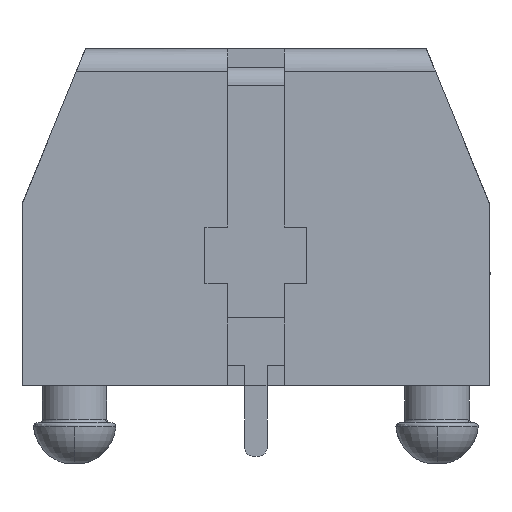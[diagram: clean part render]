
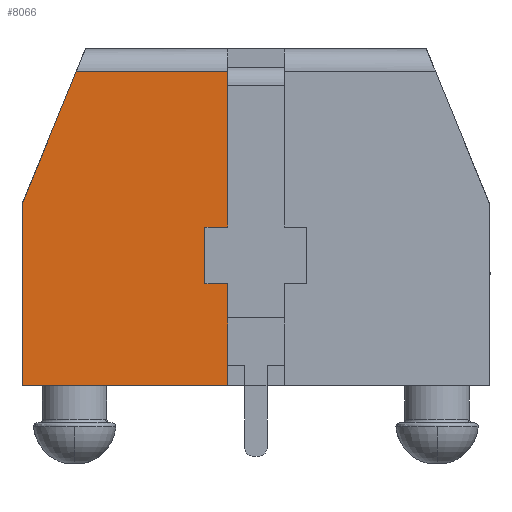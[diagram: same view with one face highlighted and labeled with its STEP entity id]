
A CAD part, left-side view. The second image highlights one B-rep face of the part: STEP entity #8066.
In plain terms, the highlighted planar face has unit normal (-1, 0, 0).
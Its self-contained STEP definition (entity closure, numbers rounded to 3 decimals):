
#204 = VECTOR ( 'NONE', #14630, 1000. ) ;
#312 = EDGE_CURVE ( 'NONE', #19436, #1862, #3975, .T. ) ;
#385 = EDGE_CURVE ( 'NONE', #8903, #11958, #9415, .T. ) ;
#399 = ORIENTED_EDGE ( 'NONE', *, *, #10900, .T. ) ;
#904 = LINE ( 'NONE', #18646, #8759 ) ;
#1679 = VECTOR ( 'NONE', #3702, 1000. ) ;
#1759 = CARTESIAN_POINT ( 'NONE',  ( -38.525, 2.25, 6.1 ) ) ;
#1862 = VERTEX_POINT ( 'NONE', #12286 ) ;
#2231 = LINE ( 'NONE', #11459, #17048 ) ;
#2577 = CARTESIAN_POINT ( 'NONE',  ( -38.525, 1.25, 6.1 ) ) ;
#2595 = LINE ( 'NONE', #14644, #11989 ) ;
#2853 = LINE ( 'NONE', #19487, #14772 ) ;
#3406 = CARTESIAN_POINT ( 'NONE',  ( -38.525, 0., 16.46 ) ) ;
#3489 = EDGE_CURVE ( 'NONE', #15011, #18015, #2231, .T. ) ;
#3702 = DIRECTION ( 'NONE',  ( 0., 1., 0. ) ) ;
#3975 = LINE ( 'NONE', #2577, #204 ) ;
#4635 = VECTOR ( 'NONE', #18118, 1000. ) ;
#5483 = VECTOR ( 'NONE', #7646, 1000. ) ;
#5695 = VERTEX_POINT ( 'NONE', #12818 ) ;
#5933 = DIRECTION ( 'NONE',  ( 0., 1., 0. ) ) ;
#6891 = ORIENTED_EDGE ( 'NONE', *, *, #13389, .T. ) ;
#7281 = AXIS2_PLACEMENT_3D ( 'NONE', #3406, #12591, #9650 ) ;
#7646 = DIRECTION ( 'NONE',  ( 0., 1., 0. ) ) ;
#8066 = ADVANCED_FACE ( 'NONE', ( #11110 ), #15749, .F. ) ;
#8317 = VECTOR ( 'NONE', #13911, 1000. ) ;
#8604 = VERTEX_POINT ( 'NONE', #18295 ) ;
#8759 = VECTOR ( 'NONE', #9964, 1000. ) ;
#8903 = VERTEX_POINT ( 'NONE', #12593 ) ;
#9146 = LINE ( 'NONE', #15135, #5483 ) ;
#9415 = LINE ( 'NONE', #10495, #4635 ) ;
#9650 = DIRECTION ( 'NONE',  ( 0., 0., 1. ) ) ;
#9964 = DIRECTION ( 'NONE',  ( 0., -0.378, 0.926 ) ) ;
#10495 = CARTESIAN_POINT ( 'NONE',  ( -38.525, 10.325, 9.6 ) ) ;
#10900 = EDGE_CURVE ( 'NONE', #18092, #8604, #13720, .T. ) ;
#11086 = EDGE_CURVE ( 'NONE', #18015, #5695, #9146, .T. ) ;
#11110 = FACE_OUTER_BOUND ( 'NONE', #17977, .T. ) ;
#11459 = CARTESIAN_POINT ( 'NONE',  ( -38.525, 1.25, 16.46 ) ) ;
#11712 = CARTESIAN_POINT ( 'NONE',  ( -38.525, 2.25, 6.1 ) ) ;
#11824 = CARTESIAN_POINT ( 'NONE',  ( -38.525, 1.25, 1.6 ) ) ;
#11958 = VERTEX_POINT ( 'NONE', #16576 ) ;
#11989 = VECTOR ( 'NONE', #19308, 1000. ) ;
#12284 = ORIENTED_EDGE ( 'NONE', *, *, #3489, .T. ) ;
#12286 = CARTESIAN_POINT ( 'NONE',  ( -38.525, 1.25, 6.1 ) ) ;
#12591 = DIRECTION ( 'NONE',  ( 1., 0., 0. ) ) ;
#12593 = CARTESIAN_POINT ( 'NONE',  ( -38.525, 10.325, 1.6 ) ) ;
#12818 = CARTESIAN_POINT ( 'NONE',  ( -38.525, 7.933, 15.46 ) ) ;
#12923 = ORIENTED_EDGE ( 'NONE', *, *, #16562, .F. ) ;
#13127 = ORIENTED_EDGE ( 'NONE', *, *, #14954, .T. ) ;
#13389 = EDGE_CURVE ( 'NONE', #8604, #15011, #2595, .T. ) ;
#13720 = LINE ( 'NONE', #15376, #8317 ) ;
#13911 = DIRECTION ( 'NONE',  ( 0., 0., 1. ) ) ;
#13988 = ORIENTED_EDGE ( 'NONE', *, *, #385, .F. ) ;
#14630 = DIRECTION ( 'NONE',  ( 0., 0., 1. ) ) ;
#14644 = CARTESIAN_POINT ( 'NONE',  ( -38.525, 1.25, 8.6 ) ) ;
#14772 = VECTOR ( 'NONE', #5933, 1000. ) ;
#14954 = EDGE_CURVE ( 'NONE', #1862, #18092, #16159, .T. ) ;
#15011 = VERTEX_POINT ( 'NONE', #17839 ) ;
#15135 = CARTESIAN_POINT ( 'NONE',  ( -38.525, 0., 15.46 ) ) ;
#15376 = CARTESIAN_POINT ( 'NONE',  ( -38.525, 2.25, 8.6 ) ) ;
#15593 = DIRECTION ( 'NONE',  ( 0., 0., 1. ) ) ;
#15749 = PLANE ( 'NONE',  #7281 ) ;
#16159 = LINE ( 'NONE', #11712, #1679 ) ;
#16562 = EDGE_CURVE ( 'NONE', #11958, #5695, #904, .T. ) ;
#16576 = CARTESIAN_POINT ( 'NONE',  ( -38.525, 10.325, 9.6 ) ) ;
#16722 = CARTESIAN_POINT ( 'NONE',  ( -38.525, 1.25, 15.46 ) ) ;
#17048 = VECTOR ( 'NONE', #15593, 1000. ) ;
#17153 = ORIENTED_EDGE ( 'NONE', *, *, #11086, .T. ) ;
#17177 = ORIENTED_EDGE ( 'NONE', *, *, #17675, .F. ) ;
#17675 = EDGE_CURVE ( 'NONE', #19436, #8903, #2853, .T. ) ;
#17839 = CARTESIAN_POINT ( 'NONE',  ( -38.525, 1.25, 8.6 ) ) ;
#17977 = EDGE_LOOP ( 'NONE', ( #18432, #13127, #399, #6891, #12284, #17153, #12923, #13988, #17177 ) ) ;
#18015 = VERTEX_POINT ( 'NONE', #16722 ) ;
#18092 = VERTEX_POINT ( 'NONE', #1759 ) ;
#18118 = DIRECTION ( 'NONE',  ( 0., 0., 1. ) ) ;
#18295 = CARTESIAN_POINT ( 'NONE',  ( -38.525, 2.25, 8.6 ) ) ;
#18432 = ORIENTED_EDGE ( 'NONE', *, *, #312, .T. ) ;
#18646 = CARTESIAN_POINT ( 'NONE',  ( -38.525, 7.525, 16.46 ) ) ;
#19308 = DIRECTION ( 'NONE',  ( 0., -1., 0. ) ) ;
#19436 = VERTEX_POINT ( 'NONE', #11824 ) ;
#19487 = CARTESIAN_POINT ( 'NONE',  ( -38.525, -10.325, 1.6 ) ) ;
